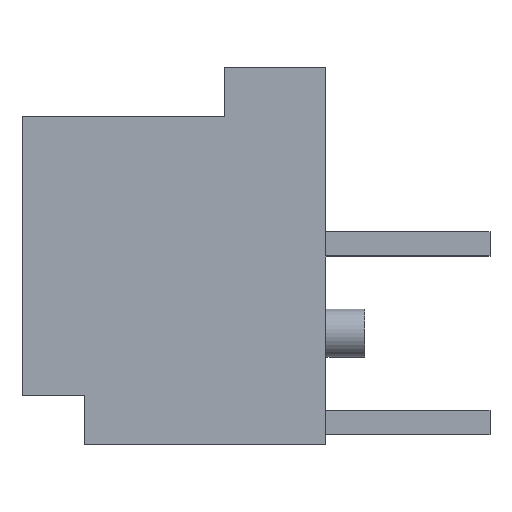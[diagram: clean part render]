
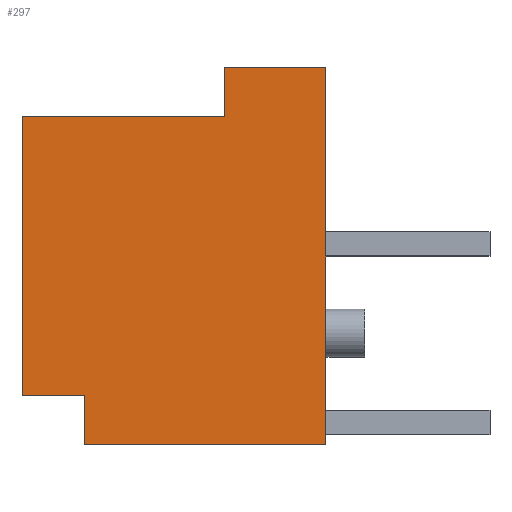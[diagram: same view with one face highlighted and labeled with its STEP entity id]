
A CAD part, left-side view. The second image highlights one B-rep face of the part: STEP entity #297.
In plain terms, the highlighted planar face has unit normal (-1, 0, 0).
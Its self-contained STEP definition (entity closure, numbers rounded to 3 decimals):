
#42 = EDGE_CURVE ( 'NONE', #270, #161, #571, .T. ) ;
#130 = EDGE_CURVE ( 'NONE', #200, #131, #743, .T. ) ;
#131 = VERTEX_POINT ( 'NONE', #739 ) ;
#160 = EDGE_CURVE ( 'NONE', #161, #162, #788, .T. ) ;
#161 = VERTEX_POINT ( 'NONE', #784 ) ;
#162 = VERTEX_POINT ( 'NONE', #783 ) ;
#184 = EDGE_CURVE ( 'NONE', #198, #200, #814, .T. ) ;
#188 = EDGE_CURVE ( 'NONE', #162, #198, #810, .T. ) ;
#198 = VERTEX_POINT ( 'NONE', #855 ) ;
#200 = VERTEX_POINT ( 'NONE', #854 ) ;
#212 = EDGE_CURVE ( 'NONE', #248, #213, #897, .T. ) ;
#213 = VERTEX_POINT ( 'NONE', #893 ) ;
#247 = EDGE_CURVE ( 'NONE', #131, #248, #963, .T. ) ;
#248 = VERTEX_POINT ( 'NONE', #959 ) ;
#265 = EDGE_CURVE ( 'NONE', #213, #270, #996, .T. ) ;
#266 = ORIENTED_EDGE ( 'NONE', *, *, #160, .F. ) ;
#267 = ORIENTED_EDGE ( 'NONE', *, *, #42, .F. ) ;
#268 = ORIENTED_EDGE ( 'NONE', *, *, #265, .F. ) ;
#270 = VERTEX_POINT ( 'NONE', #992 ) ;
#276 = ORIENTED_EDGE ( 'NONE', *, *, #212, .F. ) ;
#277 = ORIENTED_EDGE ( 'NONE', *, *, #247, .F. ) ;
#278 = ORIENTED_EDGE ( 'NONE', *, *, #130, .F. ) ;
#279 = ORIENTED_EDGE ( 'NONE', *, *, #184, .F. ) ;
#280 = ORIENTED_EDGE ( 'NONE', *, *, #188, .F. ) ;
#297 = ADVANCED_FACE ( 'NONE', ( #970 ), #964, .T. ) ;
#298 = EDGE_LOOP ( 'NONE', ( #266, #267, #268, #276, #277, #278, #279, #280 ) ) ;
#564 = DIRECTION ( 'NONE',  ( 0., -1., 0. ) ) ;
#565 = VECTOR ( 'NONE', #564, 1000. ) ;
#566 = CARTESIAN_POINT ( 'NONE',  ( -3.75, 0., 3.9 ) ) ;
#571 = LINE ( 'NONE', #566, #565 ) ;
#739 = CARTESIAN_POINT ( 'NONE',  ( -3.75, 6.3, -2.9 ) ) ;
#740 = DIRECTION ( 'NONE',  ( 0., 1., 0. ) ) ;
#741 = VECTOR ( 'NONE', #740, 1000. ) ;
#742 = CARTESIAN_POINT ( 'NONE',  ( -3.75, 6.3, -2.9 ) ) ;
#743 = LINE ( 'NONE', #742, #741 ) ;
#783 = CARTESIAN_POINT ( 'NONE',  ( -3.75, 0., -3.9 ) ) ;
#784 = CARTESIAN_POINT ( 'NONE',  ( -3.75, 0., 3.9 ) ) ;
#785 = DIRECTION ( 'NONE',  ( 0., 0., -1. ) ) ;
#786 = VECTOR ( 'NONE', #785, 1000. ) ;
#787 = CARTESIAN_POINT ( 'NONE',  ( -3.75, 0., -3.9 ) ) ;
#788 = LINE ( 'NONE', #787, #786 ) ;
#807 = DIRECTION ( 'NONE',  ( 0., 1., 0. ) ) ;
#808 = VECTOR ( 'NONE', #807, 1000. ) ;
#809 = CARTESIAN_POINT ( 'NONE',  ( -3.75, 5., -3.9 ) ) ;
#810 = LINE ( 'NONE', #809, #808 ) ;
#811 = DIRECTION ( 'NONE',  ( 0., 0., 1. ) ) ;
#812 = VECTOR ( 'NONE', #811, 1000. ) ;
#813 = CARTESIAN_POINT ( 'NONE',  ( -3.75, 5., -2.9 ) ) ;
#814 = LINE ( 'NONE', #813, #812 ) ;
#854 = CARTESIAN_POINT ( 'NONE',  ( -3.75, 5., -2.9 ) ) ;
#855 = CARTESIAN_POINT ( 'NONE',  ( -3.75, 5., -3.9 ) ) ;
#893 = CARTESIAN_POINT ( 'NONE',  ( -3.75, 2.1, 2.9 ) ) ;
#894 = DIRECTION ( 'NONE',  ( 0., -1., 0. ) ) ;
#895 = VECTOR ( 'NONE', #894, 1000. ) ;
#896 = CARTESIAN_POINT ( 'NONE',  ( -3.75, 2.1, 2.9 ) ) ;
#897 = LINE ( 'NONE', #896, #895 ) ;
#959 = CARTESIAN_POINT ( 'NONE',  ( -3.75, 6.3, 2.9 ) ) ;
#960 = DIRECTION ( 'NONE',  ( 0., 0., 1. ) ) ;
#961 = VECTOR ( 'NONE', #960, 1000. ) ;
#962 = CARTESIAN_POINT ( 'NONE',  ( -3.75, 6.3, 2.9 ) ) ;
#963 = LINE ( 'NONE', #962, #961 ) ;
#964 = PLANE ( 'NONE',  #1031 ) ;
#970 = FACE_OUTER_BOUND ( 'NONE', #298, .T. ) ;
#992 = CARTESIAN_POINT ( 'NONE',  ( -3.75, 2.1, 3.9 ) ) ;
#993 = DIRECTION ( 'NONE',  ( 0., 0., 1. ) ) ;
#994 = VECTOR ( 'NONE', #993, 1000. ) ;
#995 = CARTESIAN_POINT ( 'NONE',  ( -3.75, 2.1, 3.9 ) ) ;
#996 = LINE ( 'NONE', #995, #994 ) ;
#1028 = DIRECTION ( 'NONE',  ( 0., 0., 1. ) ) ;
#1029 = DIRECTION ( 'NONE',  ( -1., 0., 0. ) ) ;
#1030 = CARTESIAN_POINT ( 'NONE',  ( -3.75, 0., 3.9 ) ) ;
#1031 = AXIS2_PLACEMENT_3D ( 'NONE', #1030, #1029, #1028 ) ;
